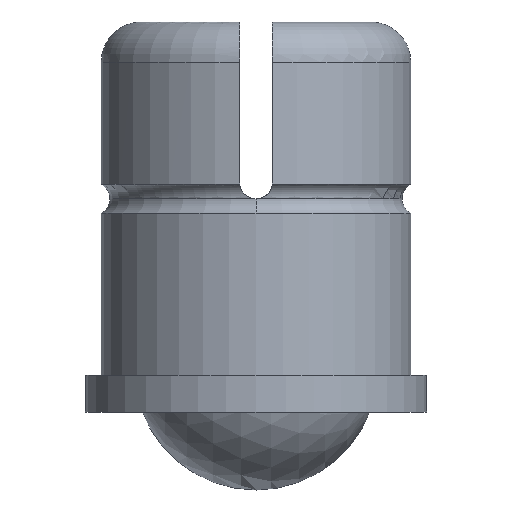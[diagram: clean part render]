
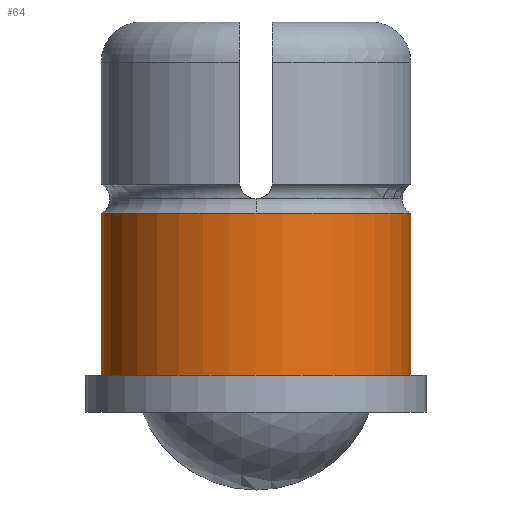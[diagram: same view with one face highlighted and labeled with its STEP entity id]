
A CAD part, front view. The second image highlights one B-rep face of the part: STEP entity #64.
In plain terms, the highlighted cylindrical face has radius 6.35 mm (diameter 12.7 mm), a partial arc.
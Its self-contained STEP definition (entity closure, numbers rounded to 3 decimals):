
#64=ADVANCED_FACE('',(#150),#151,.T.);
#150=FACE_OUTER_BOUND('',#259,.T.);
#151=CYLINDRICAL_SURFACE('',#260,6.35);
#259=EDGE_LOOP('',(#375,#376,#377,#378,#379));
#260=AXIS2_PLACEMENT_3D('',#380,#381,#382);
#375=ORIENTED_EDGE('',*,*,#656,.F.);
#376=ORIENTED_EDGE('',*,*,#657,.T.);
#377=ORIENTED_EDGE('',*,*,#658,.T.);
#378=ORIENTED_EDGE('',*,*,#659,.F.);
#379=ORIENTED_EDGE('',*,*,#660,.F.);
#380=CARTESIAN_POINT('',(0.,0.0,11.127));
#381=DIRECTION('',(0.,0.,-1.0));
#382=DIRECTION('',(1.0,0.,0.));
#656=EDGE_CURVE('',#781,#782,#783,.T.);
#657=EDGE_CURVE('',#781,#784,#785,.T.);
#658=EDGE_CURVE('',#784,#786,#787,.T.);
#659=EDGE_CURVE('',#788,#786,#789,.T.);
#660=EDGE_CURVE('',#782,#788,#790,.T.);
#781=VERTEX_POINT('',#1129);
#782=VERTEX_POINT('',#1130);
#783=LINE('',#1131,#1132);
#784=VERTEX_POINT('',#1133);
#785=CIRCLE('',#1134,6.35);
#786=VERTEX_POINT('',#1135);
#787=CIRCLE('',#1136,6.35);
#788=VERTEX_POINT('',#1137);
#789=LINE('',#1138,#1139);
#790=CIRCLE('',#1140,6.35);
#1129=CARTESIAN_POINT('',(6.35,0.,11.357));
#1130=CARTESIAN_POINT('',(6.35,0.,4.699));
#1131=CARTESIAN_POINT('',(6.35,0.,11.127));
#1132=VECTOR('',#1679,1.0);
#1133=CARTESIAN_POINT('',(0.,-6.35,11.357));
#1134=AXIS2_PLACEMENT_3D('',#1680,#1681,#1682);
#1135=CARTESIAN_POINT('',(-6.35,0.,11.357));
#1136=AXIS2_PLACEMENT_3D('',#1683,#1684,#1685);
#1137=CARTESIAN_POINT('',(-6.35,0.,4.699));
#1138=CARTESIAN_POINT('',(-6.35,0.,11.127));
#1139=VECTOR('',#1686,1.0);
#1140=AXIS2_PLACEMENT_3D('',#1687,#1688,#1689);
#1679=DIRECTION('',(0.,0.0,-1.0));
#1680=CARTESIAN_POINT('',(0.,0.0,11.357));
#1681=DIRECTION('',(0.,0.,-1.0));
#1682=DIRECTION('',(1.0,0.,0.));
#1683=CARTESIAN_POINT('',(0.,0.0,11.357));
#1684=DIRECTION('',(0.,0.,-1.0));
#1685=DIRECTION('',(1.0,0.,0.));
#1686=DIRECTION('',(0.,-0.0,1.0));
#1687=CARTESIAN_POINT('',(0.,0.0,4.699));
#1688=DIRECTION('',(0.,0.,-1.0));
#1689=DIRECTION('',(1.0,0.,0.));
